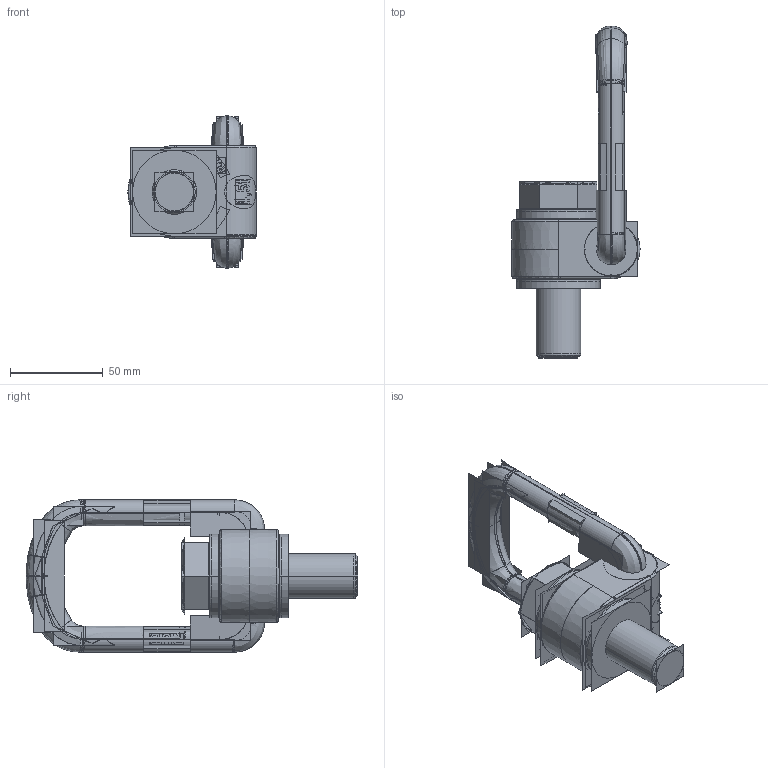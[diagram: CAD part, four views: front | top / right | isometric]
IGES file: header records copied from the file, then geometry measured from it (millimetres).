
Start section:  PTC IGES file: VLBG-PLUS-4,5t_M24.igs
Global section: file name: VLBG-PLUS-4,5t_M24.igs; native system: Pro/ENGINEER by Parametric Technology Corporation; preprocessor: 2011490; author: Anja.Joas; organization: Unknown; date: 20160927.092623; units: millimetre
Bounding box: 69 x 178.85 x 82.07 mm (x, y, z)
Surface area: 139332.5 mm2 (no closed solid volume)
Topology: 0 solids, 0 shells, 2046 faces, 29219 edges, 37726 vertices
Faces by surface type: bspline 1844, revolution 202
